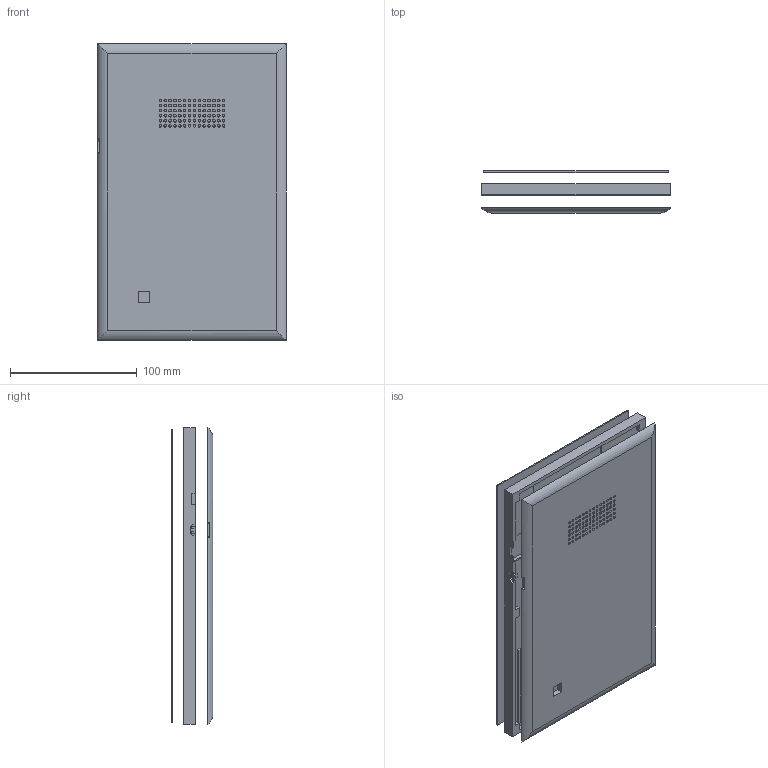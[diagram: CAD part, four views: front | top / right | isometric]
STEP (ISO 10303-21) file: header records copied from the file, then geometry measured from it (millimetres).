
FILE_DESCRIPTION(/* description */ (''),/* implementation_level */ '2;1');
FILE_NAME(/* name */ '',/* time_stamp */ '2024-05-21T23:34:43+08:00',/* author */ (''),/* organization */ (''),/* preprocessor_version */ 'ST-DEVELOPER v20',/* originating_system */ 'Autodesk Translation Framework v13.14.0.145',/* authorisation */ '');
FILE_SCHEMA (('AUTOMOTIVE_DESIGN { 1 0 10303 214 3 1 1 }'));
Length unit declared in the file: millimetre
Products named in the file (4): 平板 (v14~recovered); 零部件1; 零部件2; 零部件3
Assembly tree (3 placements, depth 2):
  平板 (v14~recovered)
    零部件1
    零部件2
    零部件3
Bounding box: 149 x 33 x 234.5 mm (x, y, z)
Volume: 122202.3 mm3; surface area: 195256.3 mm2
Topology: 3 solids, 3 shells, 360 faces, 1042 edges, 688 vertices
Faces by surface type: plane 237, cylinder 123
Full cylindrical faces by diameter (mm): 2 x84, 2.5 x1, 2.7 x2
Entity records: 12320 total; most frequent: CARTESIAN_POINT 2129, ORIENTED_EDGE 2084, DIRECTION 2020, EDGE_CURVE 1042, LINE 786, VECTOR 786, VERTEX_POINT 688, AXIS2_PLACEMENT_3D 617
